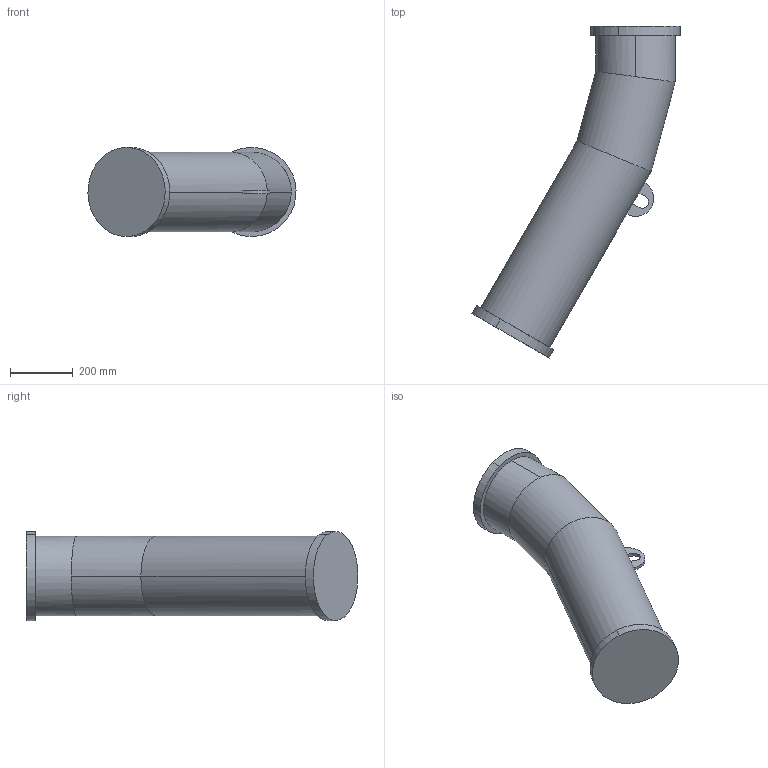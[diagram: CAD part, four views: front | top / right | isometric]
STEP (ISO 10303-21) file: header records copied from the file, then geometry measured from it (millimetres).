
FILE_DESCRIPTION (( 'STEP AP214' ), '1' );
FILE_NAME ('DN150-30-ANGLE.STEP', '2021-03-31T08:31:44', ( '' ), ( '' ), 'SwSTEP 2.0', 'SolidWorks 2017', '' );
FILE_SCHEMA (( 'AUTOMOTIVE_DESIGN' ));
Length unit declared in the file: millimetre
Products named in the file (1): DN150-30-ANGLE
Bounding box: 664.63 x 1060.18 x 284.73 mm (x, y, z)
Volume: 37027638.3 mm3; surface area: 1570604 mm2
Topology: 1 solids, 18 shells, 84 faces, 184 edges, 104 vertices
Faces by surface type: cone 36, plane 26, cylinder 20, torus 2
Entity records: 2214 total; most frequent: DIRECTION 388, CARTESIAN_POINT 371, ORIENTED_EDGE 304, AXIS2_PLACEMENT_3D 161, EDGE_CURVE 152, VERTEX_POINT 104, EDGE_LOOP 86, ADVANCED_FACE 84
